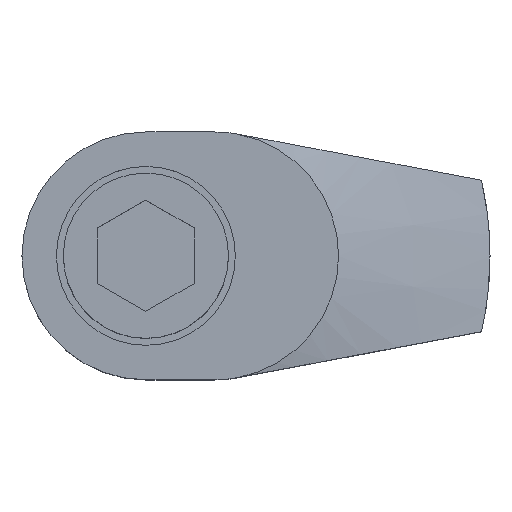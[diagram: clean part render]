
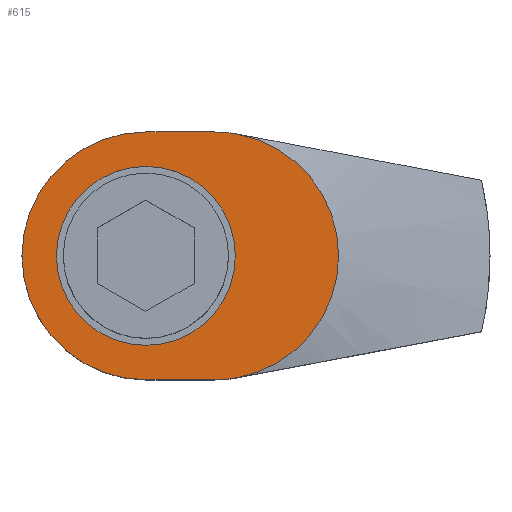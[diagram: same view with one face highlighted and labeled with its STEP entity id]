
A CAD part, top view. The second image highlights one B-rep face of the part: STEP entity #615.
In plain terms, the highlighted planar face has unit normal (0, 0, 1).
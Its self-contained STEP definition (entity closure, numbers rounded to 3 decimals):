
#37 = EDGE_LOOP ( 'NONE', ( #1007, #1259 ) ) ;
#65 = CIRCLE ( 'NONE', #864, 18. ) ;
#66 = CARTESIAN_POINT ( 'NONE',  ( 10., 0., 60. ) ) ;
#73 = DIRECTION ( 'NONE',  ( 1., 0., 0. ) ) ;
#89 = CIRCLE ( 'NONE', #865, 13. ) ;
#118 = DIRECTION ( 'NONE',  ( 1., 0., 0. ) ) ;
#126 = DIRECTION ( 'NONE',  ( 1., 0., 0. ) ) ;
#144 = AXIS2_PLACEMENT_3D ( 'NONE', #449, #886, #126 ) ;
#159 = VERTEX_POINT ( 'NONE', #881 ) ;
#160 = DIRECTION ( 'NONE',  ( 0., 0., 1. ) ) ;
#178 = EDGE_CURVE ( 'NONE', #707, #260, #582, .T. ) ;
#192 = VERTEX_POINT ( 'NONE', #337 ) ;
#260 = VERTEX_POINT ( 'NONE', #1303 ) ;
#310 = EDGE_CURVE ( 'NONE', #159, #377, #65, .T. ) ;
#329 = DIRECTION ( 'NONE',  ( 0., 0., 1. ) ) ;
#337 = CARTESIAN_POINT ( 'NONE',  ( 0., -18., 60. ) ) ;
#357 = CARTESIAN_POINT ( 'NONE',  ( 0., -18., 60. ) ) ;
#365 = EDGE_CURVE ( 'NONE', #192, #1205, #703, .T. ) ;
#367 = AXIS2_PLACEMENT_3D ( 'NONE', #1397, #869, #1291 ) ;
#377 = VERTEX_POINT ( 'NONE', #1125 ) ;
#389 = VECTOR ( 'NONE', #1361, 1000. ) ;
#390 = ORIENTED_EDGE ( 'NONE', *, *, #178, .T. ) ;
#398 = VERTEX_POINT ( 'NONE', #1021 ) ;
#449 = CARTESIAN_POINT ( 'NONE',  ( 10., 0., 60. ) ) ;
#503 = EDGE_CURVE ( 'NONE', #1277, #1050, #89, .T. ) ;
#529 = AXIS2_PLACEMENT_3D ( 'NONE', #1400, #329, #118 ) ;
#582 = CIRCLE ( 'NONE', #529, 18. ) ;
#605 = ORIENTED_EDGE ( 'NONE', *, *, #1175, .T. ) ;
#615 = ADVANCED_FACE ( 'NONE', ( #664, #1091 ), #1316, .T. ) ;
#633 = EDGE_CURVE ( 'NONE', #159, #398, #1340, .T. ) ;
#643 = CARTESIAN_POINT ( 'NONE',  ( 0., 0., 60. ) ) ;
#664 = FACE_BOUND ( 'NONE', #37, .T. ) ;
#670 = AXIS2_PLACEMENT_3D ( 'NONE', #643, #1149, #1196 ) ;
#696 = CARTESIAN_POINT ( 'NONE',  ( 13., 0., 60. ) ) ;
#703 = LINE ( 'NONE', #357, #1070 ) ;
#707 = VERTEX_POINT ( 'NONE', #752 ) ;
#734 = LINE ( 'NONE', #960, #389 ) ;
#739 = CIRCLE ( 'NONE', #1123, 18. ) ;
#740 = CARTESIAN_POINT ( 'NONE',  ( 0., 0., 60. ) ) ;
#752 = CARTESIAN_POINT ( 'NONE',  ( 0., 18., 60. ) ) ;
#771 = EDGE_CURVE ( 'NONE', #398, #707, #734, .T. ) ;
#797 = DIRECTION ( 'NONE',  ( 1., 0., 0. ) ) ;
#801 = CARTESIAN_POINT ( 'NONE',  ( 10., 0., 60. ) ) ;
#802 = CIRCLE ( 'NONE', #1012, 18. ) ;
#807 = EDGE_CURVE ( 'NONE', #1050, #1277, #1054, .T. ) ;
#824 = DIRECTION ( 'NONE',  ( 1., 0., 0. ) ) ;
#847 = DIRECTION ( 'NONE',  ( 1., 0., 0. ) ) ;
#864 = AXIS2_PLACEMENT_3D ( 'NONE', #801, #1014, #1129 ) ;
#865 = AXIS2_PLACEMENT_3D ( 'NONE', #740, #1062, #847 ) ;
#869 = DIRECTION ( 'NONE',  ( 0., 0., 1. ) ) ;
#881 = CARTESIAN_POINT ( 'NONE',  ( 13.338, 17.688, 60. ) ) ;
#886 = DIRECTION ( 'NONE',  ( 0., 0., 1. ) ) ;
#905 = CARTESIAN_POINT ( 'NONE',  ( -13., 0., 60. ) ) ;
#915 = EDGE_LOOP ( 'NONE', ( #1239, #1345, #1193, #1369, #390, #605, #1095 ) ) ;
#960 = CARTESIAN_POINT ( 'NONE',  ( 10., 18., 60. ) ) ;
#1007 = ORIENTED_EDGE ( 'NONE', *, *, #503, .F. ) ;
#1012 = AXIS2_PLACEMENT_3D ( 'NONE', #1146, #160, #824 ) ;
#1014 = DIRECTION ( 'NONE',  ( 0., 0., -1. ) ) ;
#1021 = CARTESIAN_POINT ( 'NONE',  ( 10., 18., 60. ) ) ;
#1043 = DIRECTION ( 'NONE',  ( 0., 0., 1. ) ) ;
#1050 = VERTEX_POINT ( 'NONE', #905 ) ;
#1054 = CIRCLE ( 'NONE', #670, 13. ) ;
#1062 = DIRECTION ( 'NONE',  ( 0., 0., 1. ) ) ;
#1070 = VECTOR ( 'NONE', #797, 1000. ) ;
#1091 = FACE_OUTER_BOUND ( 'NONE', #915, .T. ) ;
#1095 = ORIENTED_EDGE ( 'NONE', *, *, #365, .T. ) ;
#1123 = AXIS2_PLACEMENT_3D ( 'NONE', #66, #1043, #73 ) ;
#1125 = CARTESIAN_POINT ( 'NONE',  ( 13.338, -17.688, 60. ) ) ;
#1129 = DIRECTION ( 'NONE',  ( -1., 0., 0. ) ) ;
#1140 = CARTESIAN_POINT ( 'NONE',  ( 10., -18., 60. ) ) ;
#1146 = CARTESIAN_POINT ( 'NONE',  ( 0., 0., 60. ) ) ;
#1149 = DIRECTION ( 'NONE',  ( 0., 0., 1. ) ) ;
#1175 = EDGE_CURVE ( 'NONE', #260, #192, #802, .T. ) ;
#1193 = ORIENTED_EDGE ( 'NONE', *, *, #633, .T. ) ;
#1196 = DIRECTION ( 'NONE',  ( 1., 0., 0. ) ) ;
#1205 = VERTEX_POINT ( 'NONE', #1140 ) ;
#1239 = ORIENTED_EDGE ( 'NONE', *, *, #1247, .T. ) ;
#1247 = EDGE_CURVE ( 'NONE', #1205, #377, #739, .T. ) ;
#1259 = ORIENTED_EDGE ( 'NONE', *, *, #807, .F. ) ;
#1277 = VERTEX_POINT ( 'NONE', #696 ) ;
#1291 = DIRECTION ( 'NONE',  ( 1., 0., 0. ) ) ;
#1303 = CARTESIAN_POINT ( 'NONE',  ( -18., 0., 60. ) ) ;
#1316 = PLANE ( 'NONE',  #367 ) ;
#1340 = CIRCLE ( 'NONE', #144, 18. ) ;
#1345 = ORIENTED_EDGE ( 'NONE', *, *, #310, .F. ) ;
#1361 = DIRECTION ( 'NONE',  ( -1., 0., 0. ) ) ;
#1369 = ORIENTED_EDGE ( 'NONE', *, *, #771, .T. ) ;
#1397 = CARTESIAN_POINT ( 'NONE',  ( 0., 0., 60. ) ) ;
#1400 = CARTESIAN_POINT ( 'NONE',  ( 0., 0., 60. ) ) ;
